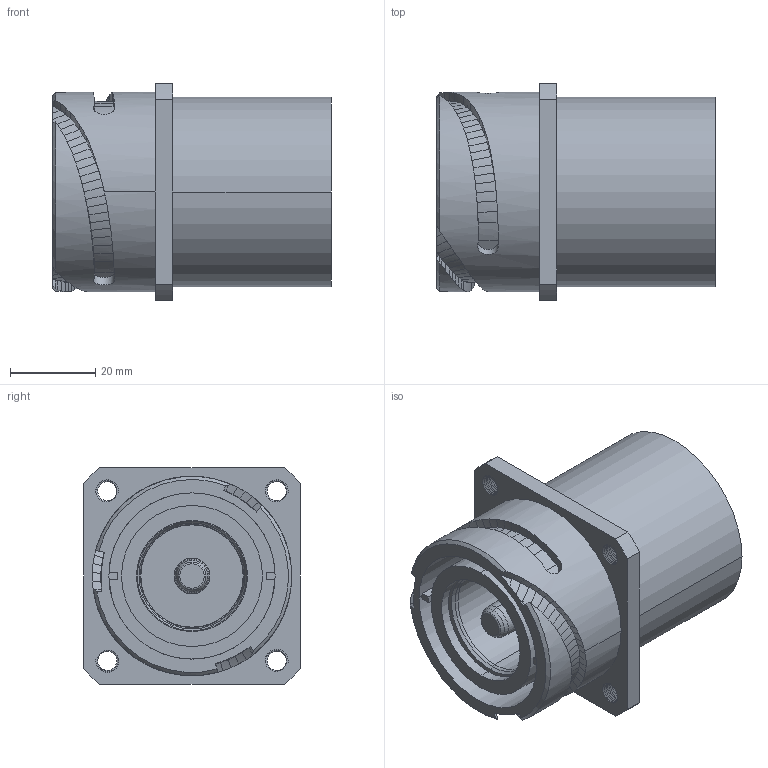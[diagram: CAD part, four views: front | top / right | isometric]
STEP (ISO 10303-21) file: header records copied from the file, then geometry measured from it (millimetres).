
FILE_DESCRIPTION((''),'2;1');
FILE_NAME('GCE3100E28M150P-B-T4_SW0001','2023-05-26T13:55:02',('paultorloting'),('NET AG system integration'),'CREO PARAMETRIC BY PTC INC, 2021404','CREO PARAMETRIC BY PTC INC, 2021404','');
FILE_SCHEMA(('AUTOMOTIVE_DESIGN { 1 0 10303 214 1 1 1 1 }'));
Length unit declared in the file: millimetre
Products named in the file (1): GCE3100E28M150P-B-T4_SW0001
Bounding box: 65.3 x 50.8 x 50.8 mm (x, y, z)
Volume: 91537 mm3; surface area: 21826.2 mm2
Topology: 1 solids, 1 shells, 435 faces, 1150 edges, 735 vertices
Faces by surface type: bspline 232, plane 156, cylinder 28, torus 10, cone 9
Entity records: 23342 total; most frequent: CARTESIAN_POINT 11707, ORIENTED_EDGE 2300, DIRECTION 1236, EDGE_CURVE 1150, VERTEX_POINT 735, VECTOR 633, LINE 633, EDGE_LOOP 461
